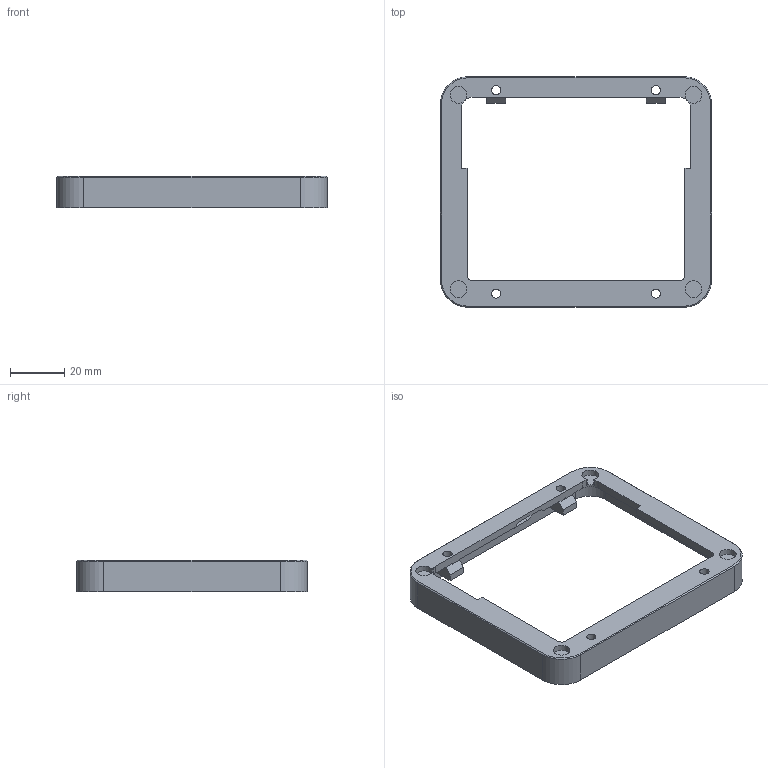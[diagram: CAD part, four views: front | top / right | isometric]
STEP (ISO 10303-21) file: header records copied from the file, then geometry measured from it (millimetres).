
FILE_DESCRIPTION(/* description */ ('STEP AP242','CAx-IF Rec.Pracs.---Representation and Presentation of Product Manufacturing Information (PMI)---4.0---2014-10-13','CAx-IF Rec.Pracs.---3D Tessellated Geometry---0.4---2014-09-14','2;1'),/* implementation_level */ '2;1');
FILE_NAME(/* name */ '670e66c96b2afe0d9d9e3415',/* time_stamp */ '2024-10-15T12:57:46Z',/* author */ (''),/* organization */ (''),/* preprocessor_version */ 'ST-DEVELOPER v20',/* originating_system */ ' ',/* authorisation */ ' ');
FILE_SCHEMA (('AP242_MANAGED_MODEL_BASED_3D_ENGINEERING_MIM_LF { 1 0 10303 442 1 1 4 }'));
Length unit declared in the file: millimetre
Products named in the file (1): Case Top
Bounding box: 100 x 85 x 11.8 mm (x, y, z)
Volume: 14716.1 mm3; surface area: 14437.2 mm2
Topology: 1 solids, 1 shells, 91 faces, 244 edges, 160 vertices
Faces by surface type: plane 55, cylinder 30, cone 6
Full cylindrical faces by diameter (mm): 3.4 x4, 4.7 x4, 6.2 x2
Entity records: 2806 total; most frequent: DIRECTION 486, CARTESIAN_POINT 478, ORIENTED_EDGE 460, EDGE_CURVE 230, AXIS2_PLACEMENT_3D 164, LINE 158, VECTOR 158, VERTEX_POINT 156
